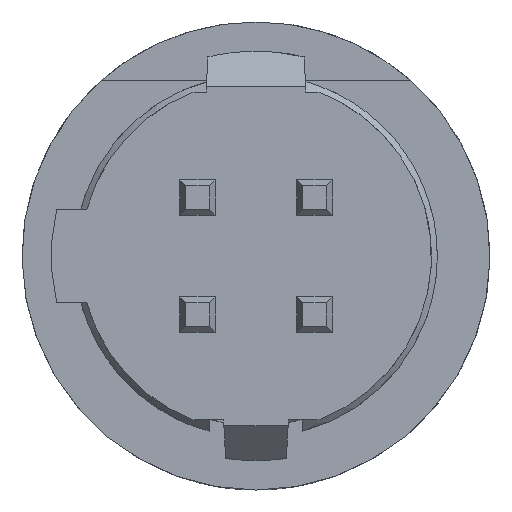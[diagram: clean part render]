
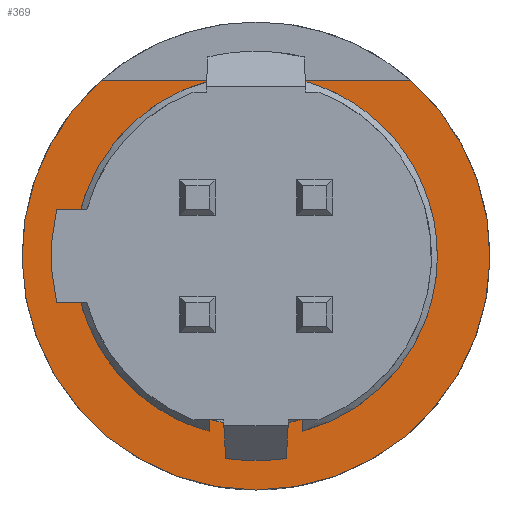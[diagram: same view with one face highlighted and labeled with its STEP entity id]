
A CAD part, front view. The second image highlights one B-rep face of the part: STEP entity #369.
In plain terms, the highlighted planar face has unit normal (0, -1, 0).
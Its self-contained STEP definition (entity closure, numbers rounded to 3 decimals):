
#47 = AXIS2_PLACEMENT_3D ( 'NONE', #848, #4911, #1240 ) ;
#148 = CARTESIAN_POINT ( 'NONE',  ( 0.251, 2.7, 1.438 ) ) ;
#154 = EDGE_CURVE ( 'NONE', #6119, #1163, #5716, .T. ) ;
#190 = CARTESIAN_POINT ( 'NONE',  ( -1.268, 2.7, 0.723 ) ) ;
#369 = ADVANCED_FACE ( 'NONE', ( #2899, #3900 ), #4789, .T. ) ;
#437 = ORIENTED_EDGE ( 'NONE', *, *, #1957, .F. ) ;
#572 = DIRECTION ( 'NONE',  ( 0., -1., 0. ) ) ;
#618 = CARTESIAN_POINT ( 'NONE',  ( 0.966, 2.7, -1.095 ) ) ;
#734 = CARTESIAN_POINT ( 'NONE',  ( 1.323, 2.7, 1.5 ) ) ;
#848 = CARTESIAN_POINT ( 'NONE',  ( 0., 2.7, 0. ) ) ;
#854 = EDGE_CURVE ( 'NONE', #3921, #2832, #5553, .T. ) ;
#948 = CARTESIAN_POINT ( 'NONE',  ( -0.266, 2.7, -1.434 ) ) ;
#1066 = DIRECTION ( 'NONE',  ( 0., 0., -1. ) ) ;
#1110 = CARTESIAN_POINT ( 'NONE',  ( 0.723, 2.7, -1.268 ) ) ;
#1139 = EDGE_CURVE ( 'NONE', #6119, #4782, #4051, .T. ) ;
#1146 = AXIS2_PLACEMENT_3D ( 'NONE', #4770, #572, #4242 ) ;
#1163 = VERTEX_POINT ( 'NONE', #5220 ) ;
#1236 = CARTESIAN_POINT ( 'NONE',  ( -1.442, 2.7, 0.205 ) ) ;
#1237 = B_SPLINE_CURVE_WITH_KNOTS ( 'NONE', 3,
 ( #6704, #6272, #3062, #1953, #2473, #4085, #2053, #6757, #948, #6172, #6250 ),
 .UNSPECIFIED., .F., .F.,
 ( 4, 1, 1, 1, 1, 1, 1, 1, 4 ),
 ( 0., 0., 0.001, 0.001, 0.001, 0.001, 0.002, 0.002, 0.002 ),
 .UNSPECIFIED. ) ;
#1240 = DIRECTION ( 'NONE',  ( 0., 0., -1. ) ) ;
#1280 = CARTESIAN_POINT ( 'NONE',  ( 1.438, 2.7, 0.251 ) ) ;
#1638 = CARTESIAN_POINT ( 'NONE',  ( 1.168, 2.7, -0.877 ) ) ;
#1719 = CARTESIAN_POINT ( 'NONE',  ( -1.45, 2.7, 0. ) ) ;
#1783 = CARTESIAN_POINT ( 'NONE',  ( -1.389, 2.7, 0.451 ) ) ;
#1953 = CARTESIAN_POINT ( 'NONE',  ( -1.358, 2.7, -0.538 ) ) ;
#1957 = EDGE_CURVE ( 'NONE', #2832, #3921, #1237, .T. ) ;
#2019 = ORIENTED_EDGE ( 'NONE', *, *, #154, .T. ) ;
#2053 = CARTESIAN_POINT ( 'NONE',  ( -0.802, 2.7, -1.22 ) ) ;
#2068 = ORIENTED_EDGE ( 'NONE', *, *, #854, .F. ) ;
#2246 = CARTESIAN_POINT ( 'NONE',  ( 1.358, 2.7, 0.538 ) ) ;
#2293 = CARTESIAN_POINT ( 'NONE',  ( 0.802, 2.7, 1.22 ) ) ;
#2313 = CARTESIAN_POINT ( 'NONE',  ( 0.538, 2.7, 1.358 ) ) ;
#2473 = CARTESIAN_POINT ( 'NONE',  ( -1.22, 2.7, -0.802 ) ) ;
#2727 = CARTESIAN_POINT ( 'NONE',  ( 0.053, 2.7, -1.45 ) ) ;
#2811 = CARTESIAN_POINT ( 'NONE',  ( -1.45, 2.7, 0.053 ) ) ;
#2832 = VERTEX_POINT ( 'NONE', #4465 ) ;
#2899 = FACE_BOUND ( 'NONE', #3087, .T. ) ;
#3062 = CARTESIAN_POINT ( 'NONE',  ( -1.434, 2.7, -0.266 ) ) ;
#3087 = EDGE_LOOP ( 'NONE', ( #2068, #437 ) ) ;
#3144 = EDGE_LOOP ( 'NONE', ( #4597, #2019, #6263 ) ) ;
#3145 = CARTESIAN_POINT ( 'NONE',  ( 0., 2.7, 0. ) ) ;
#3209 = CARTESIAN_POINT ( 'NONE',  ( 0., 2.7, 1.5 ) ) ;
#3265 = AXIS2_PLACEMENT_3D ( 'NONE', #3145, #6845, #1066 ) ;
#3356 = CARTESIAN_POINT ( 'NONE',  ( -0.341, 2.7, 1.42 ) ) ;
#3812 = CARTESIAN_POINT ( 'NONE',  ( 1.42, 2.7, -0.341 ) ) ;
#3841 = CIRCLE ( 'NONE', #47, 2. ) ;
#3880 = CARTESIAN_POINT ( 'NONE',  ( -1.095, 2.7, 0.966 ) ) ;
#3900 = FACE_OUTER_BOUND ( 'NONE', #3144, .T. ) ;
#3905 = CARTESIAN_POINT ( 'NONE',  ( 1.032, 2.7, 1.032 ) ) ;
#3921 = VERTEX_POINT ( 'NONE', #5636 ) ;
#4051 = LINE ( 'NONE', #3209, #4646 ) ;
#4085 = CARTESIAN_POINT ( 'NONE',  ( -1.032, 2.7, -1.032 ) ) ;
#4242 = DIRECTION ( 'NONE',  ( -1., 0., 0. ) ) ;
#4252 = CARTESIAN_POINT ( 'NONE',  ( 0.451, 2.7, -1.389 ) ) ;
#4345 = CARTESIAN_POINT ( 'NONE',  ( -1.323, 2.7, 1.5 ) ) ;
#4405 = CARTESIAN_POINT ( 'NONE',  ( -0.877, 2.7, 1.168 ) ) ;
#4465 = CARTESIAN_POINT ( 'NONE',  ( -1.45, 2.7, 0. ) ) ;
#4597 = ORIENTED_EDGE ( 'NONE', *, *, #1139, .F. ) ;
#4646 = VECTOR ( 'NONE', #4762, 1000. ) ;
#4753 = EDGE_CURVE ( 'NONE', #1163, #4782, #3841, .T. ) ;
#4762 = DIRECTION ( 'NONE',  ( 1., 0., 0. ) ) ;
#4770 = CARTESIAN_POINT ( 'NONE',  ( 2.08, 2.7, 1.57 ) ) ;
#4782 = VERTEX_POINT ( 'NONE', #734 ) ;
#4789 = PLANE ( 'NONE',  #1146 ) ;
#4885 = CARTESIAN_POINT ( 'NONE',  ( -0.046, 2.7, 1.459 ) ) ;
#4911 = DIRECTION ( 'NONE',  ( 0., -1., 0. ) ) ;
#5220 = CARTESIAN_POINT ( 'NONE',  ( 0., 2.7, -2. ) ) ;
#5304 = CARTESIAN_POINT ( 'NONE',  ( 0.205, 2.7, -1.442 ) ) ;
#5347 = CARTESIAN_POINT ( 'NONE',  ( 1.321, 2.7, -0.622 ) ) ;
#5367 = CARTESIAN_POINT ( 'NONE',  ( 0., 2.7, -1.45 ) ) ;
#5493 = CARTESIAN_POINT ( 'NONE',  ( 1.459, 2.7, -0.046 ) ) ;
#5553 = B_SPLINE_CURVE_WITH_KNOTS ( 'NONE', 3,
 ( #5367, #2727, #5304, #4252, #1110, #618, #1638, #5347, #3812, #5493, #1280, #2246, #6452, #3905, #2293, #2313, #148, #4885, #3356, #5977, #4405, #3880, #190, #1783, #1236, #2811, #1719 ),
 .UNSPECIFIED., .F., .F.,
 ( 4, 1, 1, 1, 1, 1, 1, 1, 1, 1, 1, 1, 1, 1, 1, 1, 1, 1, 1, 1, 1, 1, 1, 1, 4 ),
 ( -0.002, -0.002, -0.002, -0.002, -0.001, -0.001, -0.001, 0., 0., 0., 0.001, 0.001, 0.001, 0.001, 0.002, 0.002, 0.002, 0.003, 0.003, 0.003, 0.004, 0.004, 0.004, 0.004, 0.005 ),
 .UNSPECIFIED. ) ;
#5636 = CARTESIAN_POINT ( 'NONE',  ( 0., 2.7, -1.45 ) ) ;
#5716 = CIRCLE ( 'NONE', #3265, 2. ) ;
#5977 = CARTESIAN_POINT ( 'NONE',  ( -0.622, 2.7, 1.321 ) ) ;
#6119 = VERTEX_POINT ( 'NONE', #4345 ) ;
#6172 = CARTESIAN_POINT ( 'NONE',  ( -0.084, 2.7, -1.45 ) ) ;
#6250 = CARTESIAN_POINT ( 'NONE',  ( 0., 2.7, -1.45 ) ) ;
#6263 = ORIENTED_EDGE ( 'NONE', *, *, #4753, .T. ) ;
#6272 = CARTESIAN_POINT ( 'NONE',  ( -1.45, 2.7, -0.084 ) ) ;
#6452 = CARTESIAN_POINT ( 'NONE',  ( 1.22, 2.7, 0.802 ) ) ;
#6704 = CARTESIAN_POINT ( 'NONE',  ( -1.45, 2.7, 0. ) ) ;
#6757 = CARTESIAN_POINT ( 'NONE',  ( -0.538, 2.7, -1.358 ) ) ;
#6845 = DIRECTION ( 'NONE',  ( 0., -1., 0. ) ) ;
